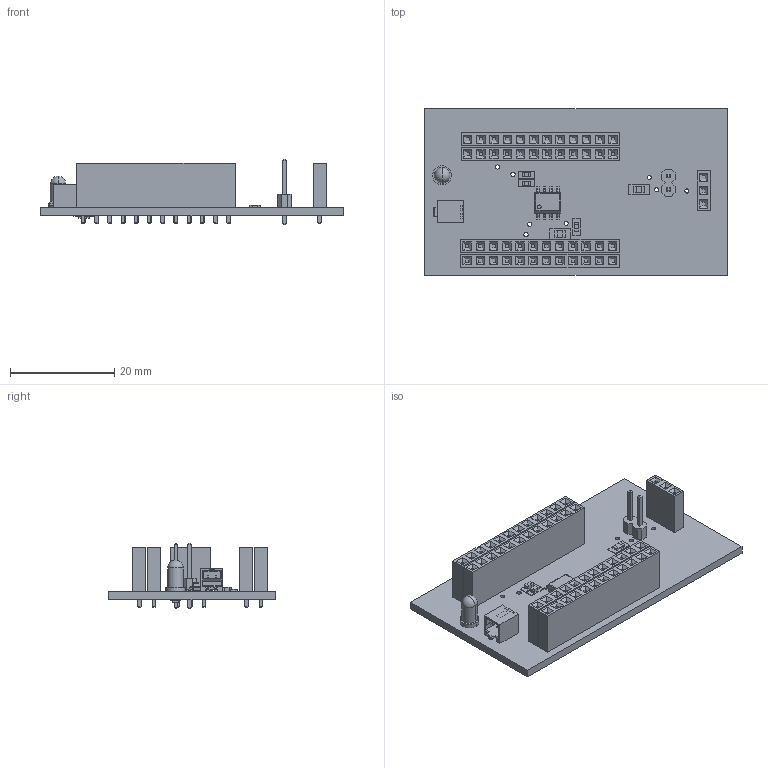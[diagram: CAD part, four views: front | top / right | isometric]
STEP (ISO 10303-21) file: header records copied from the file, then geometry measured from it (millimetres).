
FILE_DESCRIPTION(('Open CASCADE Model'),'2;1');
FILE_NAME('Open CASCADE Shape Model','2017-03-01T07:04:32',('Author'),( 'Open CASCADE'),'Open CASCADE STEP processor 6.7','Open CASCADE 6.7' ,'Unknown');
FILE_SCHEMA(('AUTOMOTIVE_DESIGN_CC2 { 1 2 10303 214 -1 1 5 4 }'));
Length unit declared in the file: millimetre
Products named in the file (20): DuoRS-485Shield.v.1.0_10284; PCB; 0603; SOP-08; JP1; R0805; FE12; MA03-1; JST-2-PTH; LED_3MM-NS; KEEPOUT; trace
Assembly tree (22 placements, depth 2):
  DuoRS-485Shield.v.1.0_10284
    PCB
    0603  x3
    SOP-08
    JP1
    R0805  x3
    FE12  x4
    MA03-1
    JST-2-PTH
    LED_3MM-NS
    KEEPOUT
    KEEPOUT
    KEEPOUT
    KEEPOUT
    KEEPOUT
    KEEPOUT
  trace
  trace
  trace
  trace
Bounding box: 58.2 x 32 x 12.64 mm (x, y, z)
Volume: 5691.2 mm3; surface area: 9172.2 mm2
Topology: 30 solids, 30 shells, 1466 faces, 3473 edges, 2198 vertices
Faces by surface type: plane 1332, cylinder 123, bspline 7, sphere 4
Full cylindrical faces by diameter (mm): 0.7 x2, 0.75 x1, 0.8 x8, 0.813 x50, 0.914 x2, 1.016 x3
Entity records: 57202 total; most frequent: CARTESIAN_POINT 15486, DIRECTION 6783, LINE 4691, VECTOR 4691, ORIENTED_EDGE 3620, PCURVE 3620, DEFINITIONAL_REPRESENTATION 3620, EDGE_CURVE 1810
